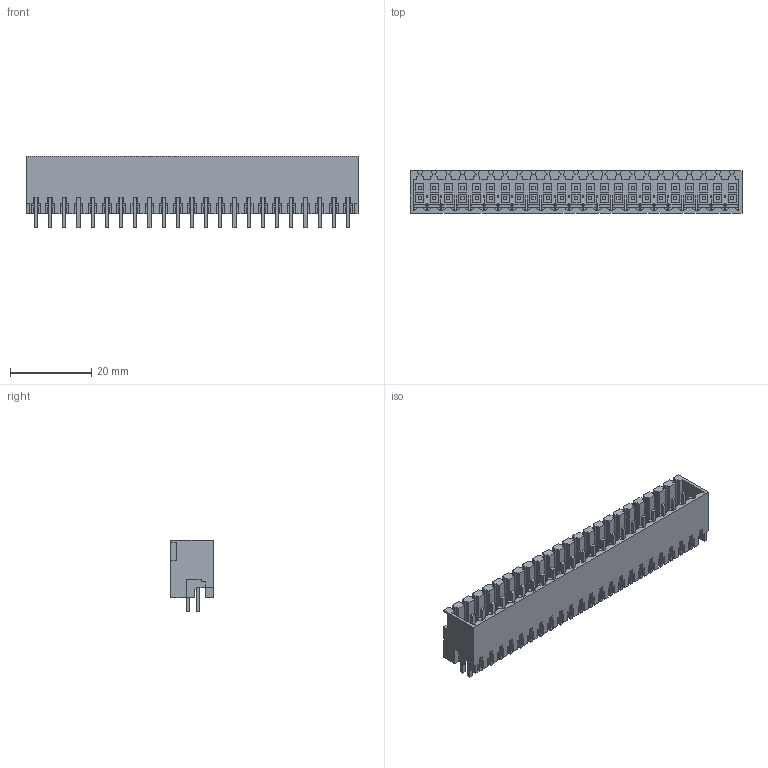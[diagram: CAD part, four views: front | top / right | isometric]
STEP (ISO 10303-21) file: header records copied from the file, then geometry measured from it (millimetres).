
FILE_DESCRIPTION(('CATIA V5 STEP Exchange','CAx-IF Rec.Pracs.--- Model Styling and Organization---1.4--- 2014-01-23'),'2;1');
FILE_NAME ('D1494411_0_2559310000_2559310000.stp','2021-07-23T06:17:06+00:00',('none'),('Weidmueller'),'CATIA Version 5-6 Release 2016 SP3 HF44','CATIA V5 STEP AP214','none');
FILE_SCHEMA(('AUTOMOTIVE_DESIGN { 1 0 10303 214 1 1 1 1 }'));
Length unit declared in the file: millimetre
Products named in the file (1): 2559310000
Bounding box: 81.9 x 10.5 x 17.7 mm (x, y, z)
Volume: 5507.4 mm3; surface area: 12516.2 mm2
Topology: 47 solids, 47 shells, 1906 faces, 5062 edges, 3364 vertices
Faces by surface type: plane 1860, cylinder 46
Entity records: 51977 total; most frequent: ORIENTED_EDGE 10124, CARTESIAN_POINT 9166, DIRECTION 6540, EDGE_CURVE 5062, VECTOR 4970, LINE 4970, VERTEX_POINT 3364, EDGE_LOOP 2020
